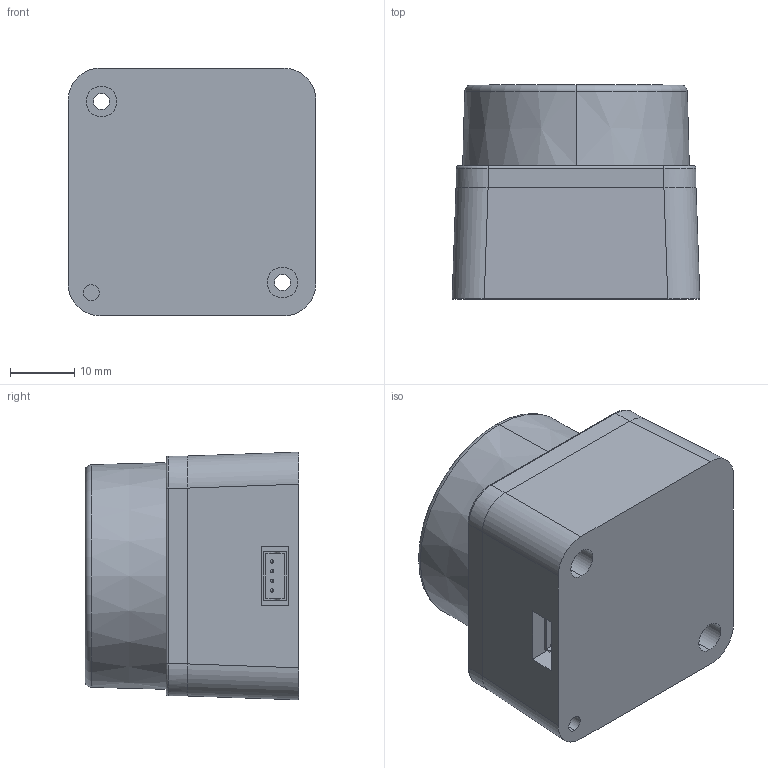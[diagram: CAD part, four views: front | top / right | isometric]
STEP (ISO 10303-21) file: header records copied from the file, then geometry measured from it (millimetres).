
FILE_DESCRIPTION (( 'STEP AP214' ), '1' );
FILE_NAME ('LD06_LiDAR.STEP', '2022-04-29T12:28:33', ( '' ), ( '' ), 'SwSTEP 2.0', 'SolidWorks 2021', '' );
FILE_SCHEMA (( 'AUTOMOTIVE_DESIGN' ));
Length unit declared in the file: millimetre
Products named in the file (4): jst-1.5mm-4P.step; LD06_LiDAR; JIS_B1111_M2x6.step
Assembly tree (4 placements, depth 2):
  LD06_LiDAR
    LD06_LiDAR
    JIS_B1111_M2x6.step  x2
    jst-1.5mm-4P.step
Bounding box: 38.59 x 33.3 x 38.59 mm (x, y, z)
Volume: 40378.3 mm3; surface area: 8413.8 mm2
Topology: 4 solids, 4 shells, 248 faces, 663 edges, 426 vertices
Faces by surface type: plane 132, cylinder 72, sphere 24, torus 14, cone 6
Entity records: 7659 total; most frequent: CARTESIAN_POINT 1153, DIRECTION 1123, ORIENTED_EDGE 1046, EDGE_CURVE 523, AXIS2_PLACEMENT_3D 413, VERTEX_POINT 347, VECTOR 297, LINE 297
